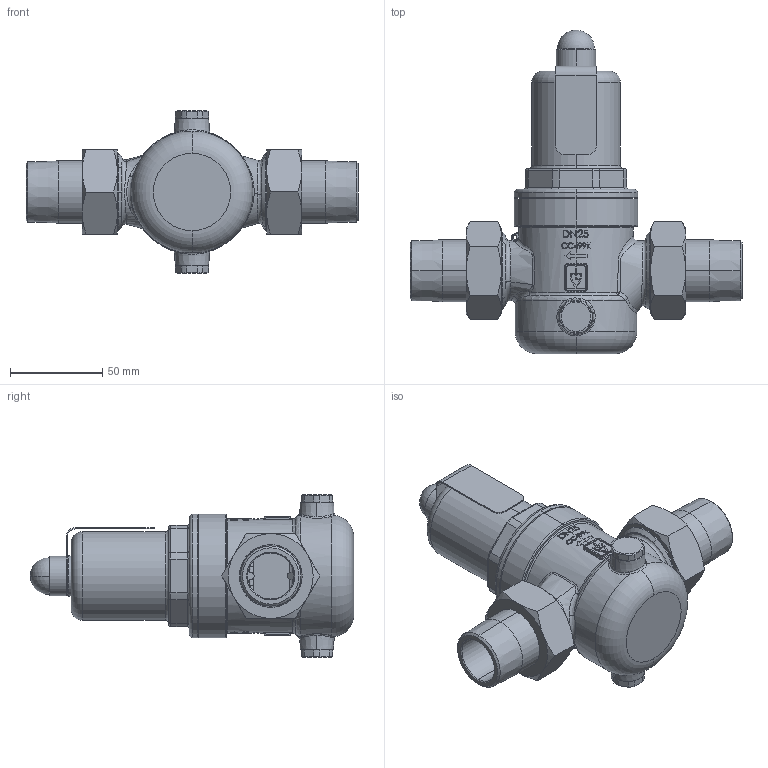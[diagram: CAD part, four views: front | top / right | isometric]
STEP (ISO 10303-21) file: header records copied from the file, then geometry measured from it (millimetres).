
FILE_DESCRIPTION (( 'STEP AP214' ), '1' );
FILE_NAME ('630mGFO-25 Dummy.STEP', '2012-02-23T13:37:08', ( 'Blankenhorn' ), ( '' ), 'SwSTEP 2.0', 'SolidWorks 2011', '' );
FILE_SCHEMA (( 'AUTOMOTIVE_DESIGN' ));
Length unit declared in the file: millimetre
Products named in the file (1): 630mGFO-25 Dummy
Bounding box: 180 x 175.4 x 88 mm (x, y, z)
Volume: 223196.3 mm3; surface area: 123776.1 mm2
Topology: 14 solids, 14 shells, 1011 faces, 2550 edges, 1599 vertices
Faces by surface type: plane 346, cylinder 254, bspline 213, cone 109, torus 77, sphere 12
Entity records: 58787 total; most frequent: CARTESIAN_POINT 24940, ORIENTED_EDGE 5066, DIRECTION 4212, EDGE_CURVE 2533, AXIS2_PLACEMENT_3D 1616, VERTEX_POINT 1596, EDGE_LOOP 1089, UNCERTAINTY_MEASURE_WITH_UNIT 1027
